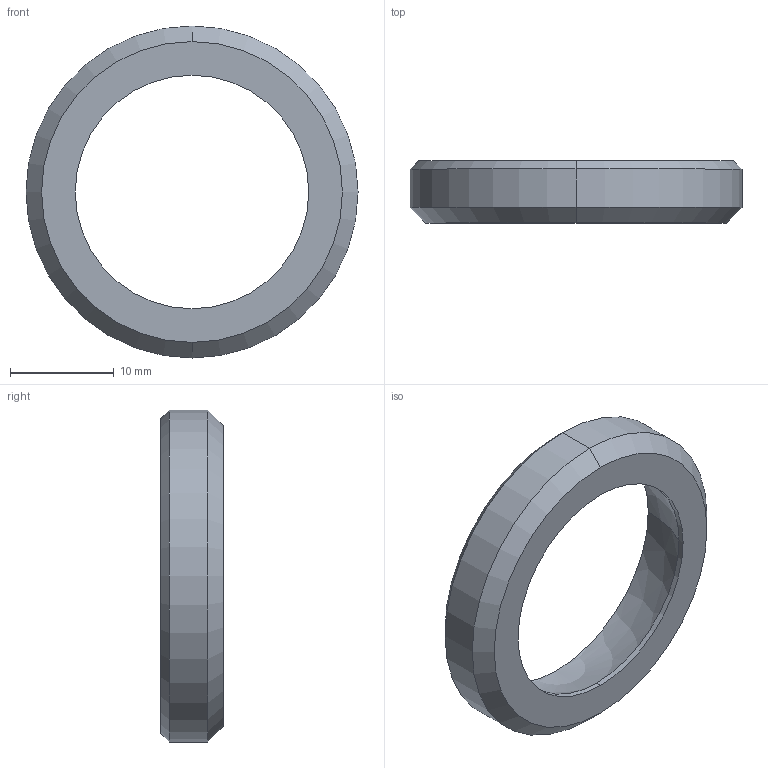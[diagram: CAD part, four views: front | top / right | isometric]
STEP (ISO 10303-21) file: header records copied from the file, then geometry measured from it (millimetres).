
FILE_DESCRIPTION (( 'STEP AP214' ), '1' );
FILE_NAME ('000012-02.STEP', '2022-07-17T12:45:45', ( '' ), ( '' ), 'SwSTEP 2.0', 'SolidWorks 2014', '' );
FILE_SCHEMA (( 'AUTOMOTIVE_DESIGN' ));
Length unit declared in the file: millimetre
Products named in the file (1): 000012-02
Bounding box: 32 x 6 x 32 mm (x, y, z)
Volume: 1959.9 mm3; surface area: 1650.9 mm2
Topology: 1 solids, 1 shells, 12 faces, 30 edges, 18 vertices
Faces by surface type: cone 4, cylinder 4, sphere 2, plane 2
Entity records: 374 total; most frequent: DIRECTION 70, CARTESIAN_POINT 55, ORIENTED_EDGE 52, AXIS2_PLACEMENT_3D 31, EDGE_CURVE 26, CIRCLE 18, VERTEX_POINT 16, EDGE_LOOP 14
